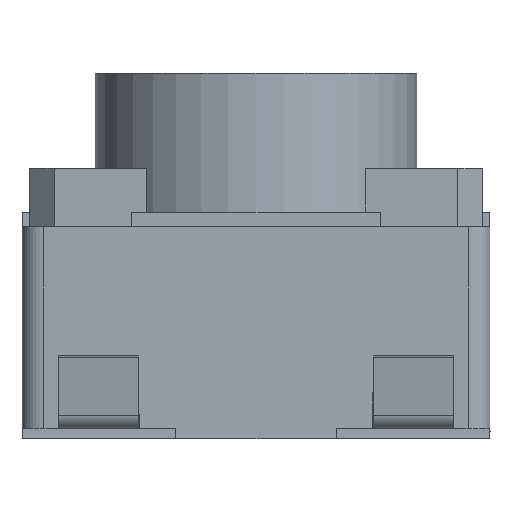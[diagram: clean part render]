
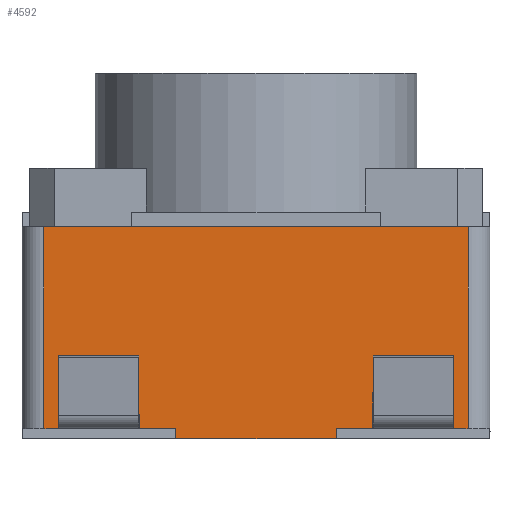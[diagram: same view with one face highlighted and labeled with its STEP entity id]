
A CAD part, left-side view. The second image highlights one B-rep face of the part: STEP entity #4592.
In plain terms, the highlighted planar face has unit normal (-1, 0, 0).
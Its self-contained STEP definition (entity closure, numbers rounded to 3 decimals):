
#1950=ORIENTED_EDGE('',*,*,#2717,.T.);
#1951=ORIENTED_EDGE('',*,*,#2718,.F.);
#1952=ORIENTED_EDGE('',*,*,#2719,.F.);
#1953=ORIENTED_EDGE('',*,*,#2720,.T.);
#1954=ORIENTED_EDGE('',*,*,#2721,.T.);
#1955=ORIENTED_EDGE('',*,*,#2722,.F.);
#1956=ORIENTED_EDGE('',*,*,#2723,.T.);
#1957=ORIENTED_EDGE('',*,*,#2724,.T.);
#1958=ORIENTED_EDGE('',*,*,#2725,.T.);
#1959=ORIENTED_EDGE('',*,*,#2726,.F.);
#1960=ORIENTED_EDGE('',*,*,#2727,.F.);
#1961=ORIENTED_EDGE('',*,*,#2728,.T.);
#1962=ORIENTED_EDGE('',*,*,#2729,.T.);
#1963=ORIENTED_EDGE('',*,*,#2730,.F.);
#1964=ORIENTED_EDGE('',*,*,#2731,.F.);
#1965=ORIENTED_EDGE('',*,*,#2732,.F.);
#2717=EDGE_CURVE('',#3234,#3235,#3450,.F.);
#2718=EDGE_CURVE('',#3236,#3235,#3451,.F.);
#2719=EDGE_CURVE('',#3237,#3236,#3452,.T.);
#2720=EDGE_CURVE('',#3237,#3238,#3453,.F.);
#2721=EDGE_CURVE('',#3238,#3239,#3454,.F.);
#2722=EDGE_CURVE('',#3240,#3239,#3455,.T.);
#2723=EDGE_CURVE('',#3240,#3241,#3456,.F.);
#2724=EDGE_CURVE('',#3241,#3242,#3457,.T.);
#2725=EDGE_CURVE('',#3242,#3243,#3458,.F.);
#2726=EDGE_CURVE('',#3244,#3243,#3459,.F.);
#2727=EDGE_CURVE('',#3245,#3244,#3460,.T.);
#2728=EDGE_CURVE('',#3245,#3246,#3461,.F.);
#2729=EDGE_CURVE('',#3246,#3247,#3462,.F.);
#2730=EDGE_CURVE('',#3248,#3247,#3463,.F.);
#2731=EDGE_CURVE('',#3249,#3248,#3464,.F.);
#2732=EDGE_CURVE('',#3234,#3249,#3465,.T.);
#3234=VERTEX_POINT('',#7935);
#3235=VERTEX_POINT('',#7936);
#3236=VERTEX_POINT('',#7938);
#3237=VERTEX_POINT('',#7940);
#3238=VERTEX_POINT('',#7942);
#3239=VERTEX_POINT('',#7944);
#3240=VERTEX_POINT('',#7946);
#3241=VERTEX_POINT('',#7948);
#3242=VERTEX_POINT('',#7950);
#3243=VERTEX_POINT('',#7952);
#3244=VERTEX_POINT('',#7954);
#3245=VERTEX_POINT('',#7956);
#3246=VERTEX_POINT('',#7958);
#3247=VERTEX_POINT('',#7960);
#3248=VERTEX_POINT('',#7962);
#3249=VERTEX_POINT('',#7964);
#3450=LINE('',#7934,#3666);
#3451=LINE('',#7937,#3667);
#3452=LINE('',#7939,#3668);
#3453=LINE('',#7941,#3669);
#3454=LINE('',#7943,#3670);
#3455=LINE('',#7945,#3671);
#3456=LINE('',#7947,#3672);
#3457=LINE('',#7949,#3673);
#3458=LINE('',#7951,#3674);
#3459=LINE('',#7953,#3675);
#3460=LINE('',#7955,#3676);
#3461=LINE('',#7957,#3677);
#3462=LINE('',#7959,#3678);
#3463=LINE('',#7961,#3679);
#3464=LINE('',#7963,#3680);
#3465=LINE('',#7965,#3681);
#3666=VECTOR('',#5815,1000.);
#3667=VECTOR('',#5816,1000.);
#3668=VECTOR('',#5817,1000.);
#3669=VECTOR('',#5818,1000.);
#3670=VECTOR('',#5819,1000.);
#3671=VECTOR('',#5820,1000.);
#3672=VECTOR('',#5821,1000.);
#3673=VECTOR('',#5822,1000.);
#3674=VECTOR('',#5823,1000.);
#3675=VECTOR('',#5824,1000.);
#3676=VECTOR('',#5825,1000.);
#3677=VECTOR('',#5826,1000.);
#3678=VECTOR('',#5827,1000.);
#3679=VECTOR('',#5828,1000.);
#3680=VECTOR('',#5829,1000.);
#3681=VECTOR('',#5830,1000.);
#3928=EDGE_LOOP('',(#1950,#1951,#1952,#1953,#1954,#1955,#1956,#1957,#1958,
#1959,#1960,#1961,#1962,#1963,#1964,#1965));
#4175=FACE_BOUND('',#3928,.T.);
#4359=PLANE('',#4947);
#4592=ADVANCED_FACE('',(#4175),#4359,.F.);
#4947=AXIS2_PLACEMENT_3D('',#7933,#5813,#5814);
#5813=DIRECTION('',(1.,0.,0.));
#5814=DIRECTION('',(0.,1.,0.));
#5815=DIRECTION('',(0.,1.,0.));
#5816=DIRECTION('',(0.,0.,1.));
#5817=DIRECTION('',(0.,1.,0.));
#5818=DIRECTION('',(0.,0.,1.));
#5819=DIRECTION('',(0.,1.,0.));
#5820=DIRECTION('',(0.,0.,1.));
#5821=DIRECTION('',(0.,1.,0.));
#5822=DIRECTION('',(0.,0.,1.));
#5823=DIRECTION('',(0.,1.,0.));
#5824=DIRECTION('',(0.,0.,1.));
#5825=DIRECTION('',(0.,1.,0.));
#5826=DIRECTION('',(0.,0.,1.));
#5827=DIRECTION('',(0.,1.,0.));
#5828=DIRECTION('',(0.,0.,1.));
#5829=DIRECTION('',(0.,1.,0.));
#5830=DIRECTION('',(0.,0.,1.));
#7933=CARTESIAN_POINT('',(-2.09,0.,0.725));
#7934=CARTESIAN_POINT('',(-2.09,0.,0.07));
#7935=CARTESIAN_POINT('',(-2.09,1.45,0.07));
#7936=CARTESIAN_POINT('',(-2.09,1.35,0.07));
#7937=CARTESIAN_POINT('',(-2.09,1.35,0.725));
#7938=CARTESIAN_POINT('',(-2.09,1.35,0.169));
#7939=CARTESIAN_POINT('',(-2.09,0.,0.169));
#7940=CARTESIAN_POINT('',(-2.09,0.8,0.169));
#7941=CARTESIAN_POINT('',(-2.09,0.8,0.725));
#7942=CARTESIAN_POINT('',(-2.09,0.8,0.07));
#7943=CARTESIAN_POINT('',(-2.09,0.,0.07));
#7944=CARTESIAN_POINT('',(-2.09,0.55,0.07));
#7945=CARTESIAN_POINT('',(-2.09,0.55,0.725));
#7946=CARTESIAN_POINT('',(-2.09,0.55,0.));
#7947=CARTESIAN_POINT('',(-2.09,0.,0.));
#7948=CARTESIAN_POINT('',(-2.09,-0.55,0.));
#7949=CARTESIAN_POINT('',(-2.09,-0.55,0.725));
#7950=CARTESIAN_POINT('',(-2.09,-0.55,0.07));
#7951=CARTESIAN_POINT('',(-2.09,0.,0.07));
#7952=CARTESIAN_POINT('',(-2.09,-0.8,0.07));
#7953=CARTESIAN_POINT('',(-2.09,-0.8,0.725));
#7954=CARTESIAN_POINT('',(-2.09,-0.8,0.169));
#7955=CARTESIAN_POINT('',(-2.09,0.,0.169));
#7956=CARTESIAN_POINT('',(-2.09,-1.35,0.169));
#7957=CARTESIAN_POINT('',(-2.09,-1.35,0.725));
#7958=CARTESIAN_POINT('',(-2.09,-1.35,0.07));
#7959=CARTESIAN_POINT('',(-2.09,0.,0.07));
#7960=CARTESIAN_POINT('',(-2.09,-1.45,0.07));
#7961=CARTESIAN_POINT('',(-2.09,-1.45,0.725));
#7962=CARTESIAN_POINT('',(-2.09,-1.45,1.45));
#7963=CARTESIAN_POINT('',(-2.09,0.,1.45));
#7964=CARTESIAN_POINT('',(-2.09,1.45,1.45));
#7965=CARTESIAN_POINT('',(-2.09,1.45,0.725));
